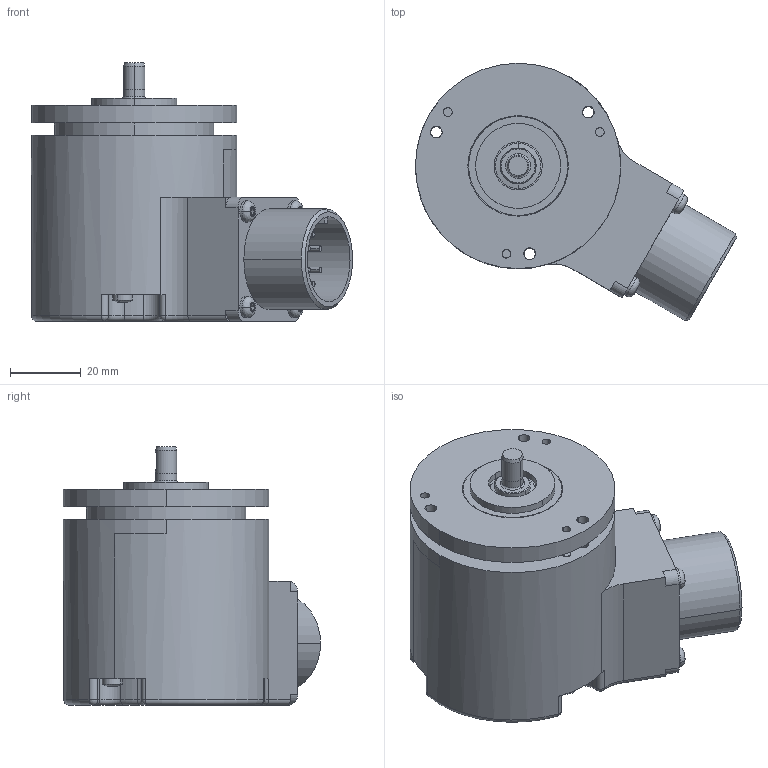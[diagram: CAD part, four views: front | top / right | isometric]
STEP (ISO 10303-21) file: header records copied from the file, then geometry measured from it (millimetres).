
FILE_DESCRIPTION((''),'2;1');
FILE_NAME('642419','2010-11-10T',('se2802'),(''),'PRO/ENGINEER BY PARAMETRIC TECHNOLOGY CORPORATION, 2010180','PRO/ENGINEER BY PARAMETRIC TECHNOLOGY CORPORATION, 2010180','');
FILE_SCHEMA(('CONFIG_CONTROL_DESIGN'));
Length unit declared in the file: millimetre
Products named in the file (1): 642419
Bounding box: 90.7 x 72.66 x 73 mm (x, y, z)
Volume: 103435.8 mm3; surface area: 52012.6 mm2
Topology: 2 solids, 4 shells, 1916 faces, 5197 edges, 3382 vertices
Faces by surface type: plane 926, cylinder 517, extrusion 324, torus 71, cone 58, sphere 12, bspline 8
Entity records: 65581 total; most frequent: CARTESIAN_POINT 17465, ORIENTED_EDGE 10390, DIRECTION 9343, EDGE_CURVE 5195, VERTEX_POINT 3382, VECTOR 3155, AXIS2_PLACEMENT_3D 3094, LINE 2831
